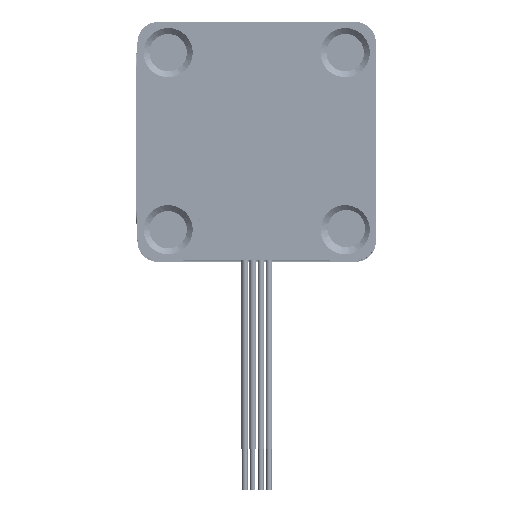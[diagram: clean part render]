
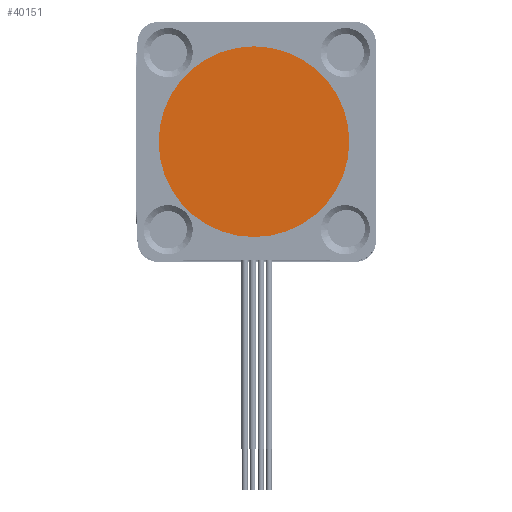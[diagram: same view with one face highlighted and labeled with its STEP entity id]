
A CAD part, top view. The second image highlights one B-rep face of the part: STEP entity #40151.
In plain terms, the highlighted planar face has unit normal (0, 0, 1).
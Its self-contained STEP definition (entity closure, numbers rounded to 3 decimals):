
#8256=PLANE('',#44468);
#11655=FACE_OUTER_BOUND('',#14064,.T.);
#14064=EDGE_LOOP('',(#36520));
#16084=CIRCLE('',#44465,14.);
#19818=VERTEX_POINT('',#85208);
#25385=EDGE_CURVE('',#19818,#19818,#16084,.T.);
#36520=ORIENTED_EDGE('',*,*,#25385,.T.);
#40151=ADVANCED_FACE('',(#11655),#8256,.T.);
#44465=AXIS2_PLACEMENT_3D('',#85209,#56393,#56394);
#44468=AXIS2_PLACEMENT_3D('',#85213,#56399,#56400);
#56393=DIRECTION('center_axis',(0.,0.,1.));
#56394=DIRECTION('ref_axis',(-1.,0.,0.));
#56399=DIRECTION('center_axis',(0.,0.,1.));
#56400=DIRECTION('ref_axis',(1.,0.,0.));
#85208=CARTESIAN_POINT('',(14.,0.,0.05));
#85209=CARTESIAN_POINT('Origin',(0.,0.,0.05));
#85213=CARTESIAN_POINT('Origin',(0.,0.,
0.05));
